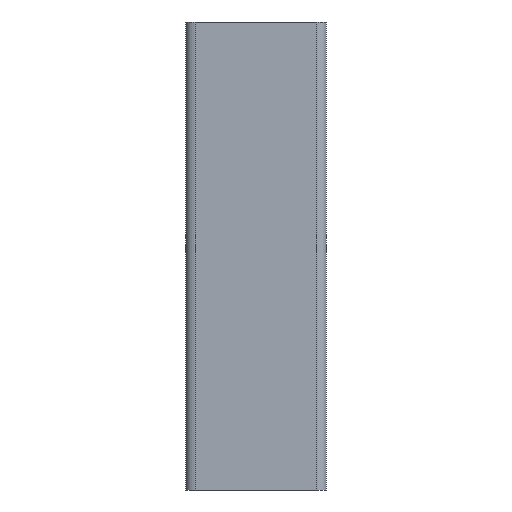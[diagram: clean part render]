
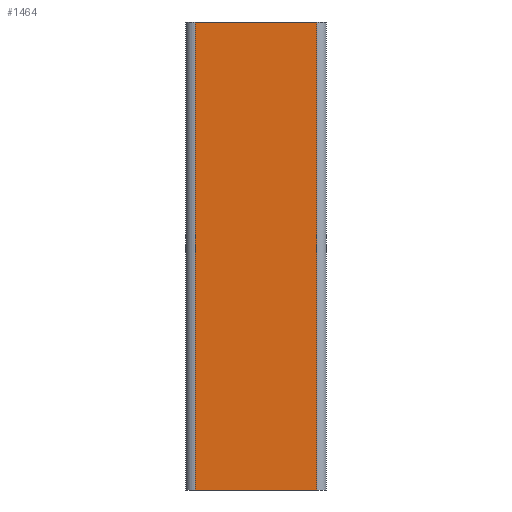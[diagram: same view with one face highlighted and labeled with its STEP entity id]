
A CAD part, front view. The second image highlights one B-rep face of the part: STEP entity #1464.
In plain terms, the highlighted planar face has unit normal (0, -1, 0).
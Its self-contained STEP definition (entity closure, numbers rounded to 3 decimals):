
#179=FACE_OUTER_BOUND('',#257,.T.);
#257=EDGE_LOOP('',(#1265,#1266,#1267,#1268));
#406=LINE('',#2409,#560);
#414=LINE('',#2431,#568);
#415=LINE('',#2435,#569);
#416=LINE('',#2436,#570);
#560=VECTOR('',#1976,26.);
#568=VECTOR('',#1998,100.);
#569=VECTOR('',#2003,100.);
#570=VECTOR('',#2004,26.);
#704=VERTEX_POINT('',#2406);
#705=VERTEX_POINT('',#2408);
#712=VERTEX_POINT('',#2430);
#713=VERTEX_POINT('',#2434);
#908=EDGE_CURVE('',#705,#704,#406,.T.);
#919=EDGE_CURVE('',#712,#705,#414,.T.);
#921=EDGE_CURVE('',#713,#704,#415,.T.);
#922=EDGE_CURVE('',#712,#713,#416,.T.);
#1265=ORIENTED_EDGE('',*,*,#908,.T.);
#1266=ORIENTED_EDGE('',*,*,#921,.F.);
#1267=ORIENTED_EDGE('',*,*,#922,.F.);
#1268=ORIENTED_EDGE('',*,*,#919,.T.);
#1393=PLANE('',#1595);
#1464=ADVANCED_FACE('',(#179),#1393,.T.);
#1595=AXIS2_PLACEMENT_3D('',#2433,#2001,#2002);
#1976=DIRECTION('',(-1.,0.,0.));
#1998=DIRECTION('',(0.,0.,1.));
#2001=DIRECTION('center_axis',(0.,-1.,0.));
#2002=DIRECTION('ref_axis',(1.,0.,0.));
#2003=DIRECTION('',(0.,0.,1.));
#2004=DIRECTION('',(-1.,0.,0.));
#2406=CARTESIAN_POINT('',(-13.,-15.,100.));
#2408=CARTESIAN_POINT('',(13.,-15.,100.));
#2409=CARTESIAN_POINT('',(-6.5,-15.,100.));
#2430=CARTESIAN_POINT('',(13.,-15.,0.));
#2431=CARTESIAN_POINT('',(13.,-15.,0.));
#2433=CARTESIAN_POINT('Origin',(-13.,-15.,0.));
#2434=CARTESIAN_POINT('',(-13.,-15.,0.));
#2435=CARTESIAN_POINT('',(-13.,-15.,0.));
#2436=CARTESIAN_POINT('',(-6.5,-15.,0.));
